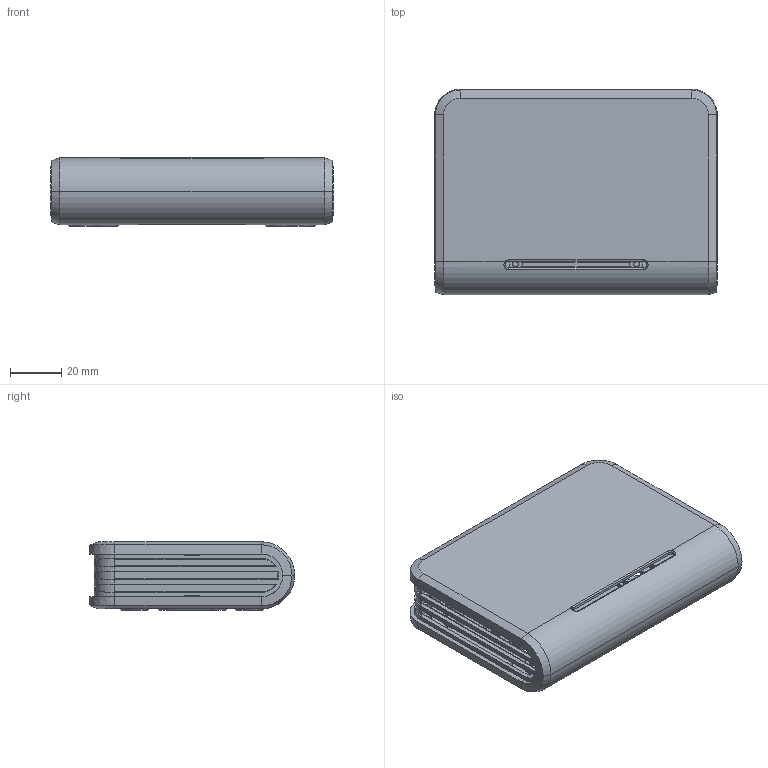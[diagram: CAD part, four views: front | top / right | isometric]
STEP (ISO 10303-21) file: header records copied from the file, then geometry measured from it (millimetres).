
FILE_DESCRIPTION(/* description */ (''),/* implementation_level */ '2;1');
FILE_NAME(/* name */ 'AK-NW-01',/* time_stamp */ '2017-05-22T17:19:40+08:00',/* author */ (''),/* organization */ (''),/* preprocessor_version */ 'ST-DEVELOPER v9',/* originating_system */ 'UGS - NX 4.0',/* authorisation */ '');
FILE_SCHEMA (('CONFIG_CONTROL_DESIGN'));
Length unit declared in the file: millimetre
Products named in the file (1): Admi2E64cepb
Bounding box: 110 x 80 x 26.5 mm (x, y, z)
Volume: 67098.2 mm3; surface area: 87148.6 mm2
Topology: 6 solids, 6 shells, 1411 faces, 4076 edges, 2562 vertices
Faces by surface type: plane 684, cylinder 281, cone 220, bspline 178, sphere 24, torus 24
Full cylindrical faces by diameter (mm): 2.3 x8, 5 x6
Entity records: 49243 total; most frequent: CARTESIAN_POINT 12719, ORIENTED_EDGE 7880, DIRECTION 7398, EDGE_CURVE 3940, AXIS2_PLACEMENT_3D 2572, VERTEX_POINT 2518, LINE 2254, VECTOR 2254
